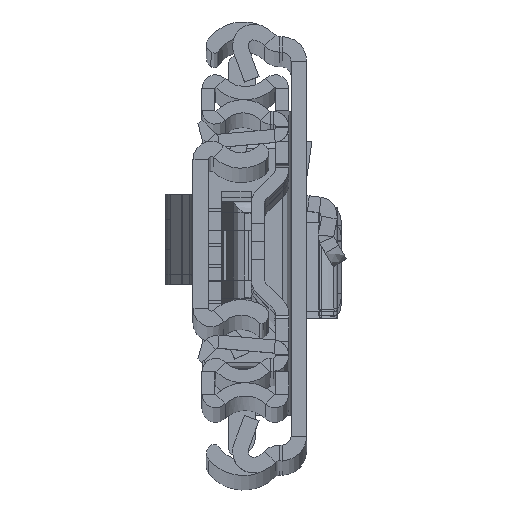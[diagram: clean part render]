
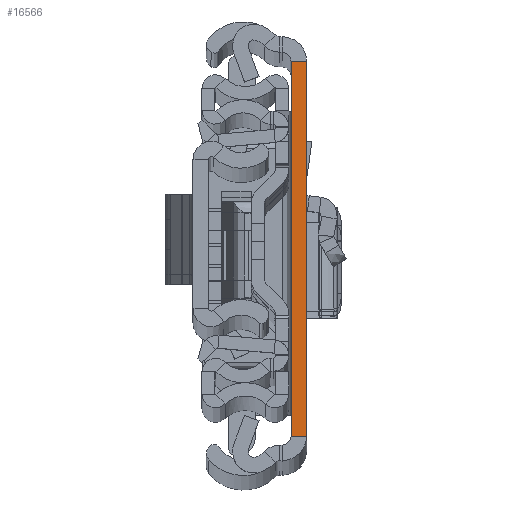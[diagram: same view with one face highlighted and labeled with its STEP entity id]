
A CAD part, top view. The second image highlights one B-rep face of the part: STEP entity #16566.
In plain terms, the highlighted planar face has unit normal (0, 0, 1).
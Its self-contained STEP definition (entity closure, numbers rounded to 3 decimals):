
#49 = CARTESIAN_POINT ( 'NONE',  ( 2.6, -31.5, 0. ) ) ;
#267 = VECTOR ( 'NONE', #16987, 1000. ) ;
#693 = VECTOR ( 'NONE', #9866, 1000. ) ;
#1098 = LINE ( 'NONE', #10950, #267 ) ;
#1434 = LINE ( 'NONE', #14716, #16750 ) ;
#2919 = DIRECTION ( 'NONE',  ( 0., 0., -1. ) ) ;
#5083 = CARTESIAN_POINT ( 'NONE',  ( 2.6, -31.5, 0. ) ) ;
#5194 = ORIENTED_EDGE ( 'NONE', *, *, #16449, .T. ) ;
#5819 = DIRECTION ( 'NONE',  ( 1., 0., 0. ) ) ;
#6394 = AXIS2_PLACEMENT_3D ( 'NONE', #49, #2919, #7398 ) ;
#6995 = DIRECTION ( 'NONE',  ( 1., 0., 0. ) ) ;
#7336 = VERTEX_POINT ( 'NONE', #9360 ) ;
#7398 = DIRECTION ( 'NONE',  ( 0., 1., 0. ) ) ;
#8574 = LINE ( 'NONE', #11548, #11626 ) ;
#8703 = EDGE_CURVE ( 'NONE', #10498, #7336, #8574, .T. ) ;
#9360 = CARTESIAN_POINT ( 'NONE',  ( 2.6, 31.5, 0. ) ) ;
#9421 = EDGE_CURVE ( 'NONE', #19303, #10498, #1098, .T. ) ;
#9866 = DIRECTION ( 'NONE',  ( 0., 1., 0. ) ) ;
#10254 = PLANE ( 'NONE',  #6394 ) ;
#10366 = EDGE_CURVE ( 'NONE', #19303, #10967, #1434, .T. ) ;
#10498 = VERTEX_POINT ( 'NONE', #12330 ) ;
#10950 = CARTESIAN_POINT ( 'NONE',  ( 0., -31.5, 0. ) ) ;
#10967 = VERTEX_POINT ( 'NONE', #5083 ) ;
#11548 = CARTESIAN_POINT ( 'NONE',  ( 2.6, 31.5, 0. ) ) ;
#11626 = VECTOR ( 'NONE', #6995, 1000. ) ;
#12330 = CARTESIAN_POINT ( 'NONE',  ( 0., 31.5, 0. ) ) ;
#12710 = CARTESIAN_POINT ( 'NONE',  ( 0., -31.5, 0. ) ) ;
#12745 = LINE ( 'NONE', #13138, #693 ) ;
#13138 = CARTESIAN_POINT ( 'NONE',  ( 2.6, -31.5, 0. ) ) ;
#13830 = ORIENTED_EDGE ( 'NONE', *, *, #8703, .F. ) ;
#14716 = CARTESIAN_POINT ( 'NONE',  ( 2.6, -31.5, 0. ) ) ;
#15831 = ORIENTED_EDGE ( 'NONE', *, *, #10366, .T. ) ;
#16397 = FACE_OUTER_BOUND ( 'NONE', #19185, .T. ) ;
#16449 = EDGE_CURVE ( 'NONE', #10967, #7336, #12745, .T. ) ;
#16566 = ADVANCED_FACE ( 'NONE', ( #16397 ), #10254, .F. ) ;
#16750 = VECTOR ( 'NONE', #5819, 1000. ) ;
#16987 = DIRECTION ( 'NONE',  ( 0., 1., 0. ) ) ;
#18888 = ORIENTED_EDGE ( 'NONE', *, *, #9421, .F. ) ;
#19185 = EDGE_LOOP ( 'NONE', ( #13830, #18888, #15831, #5194 ) ) ;
#19303 = VERTEX_POINT ( 'NONE', #12710 ) ;
